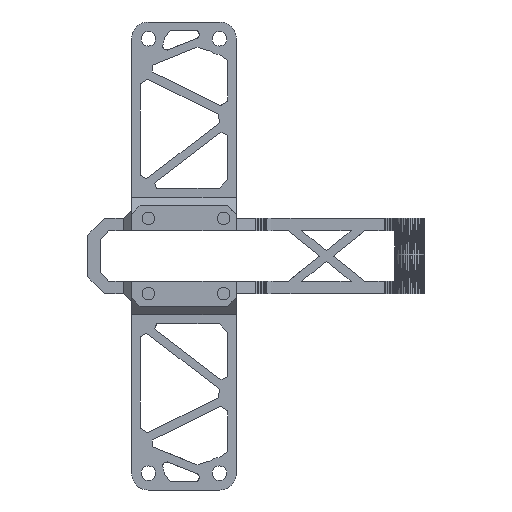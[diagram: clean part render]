
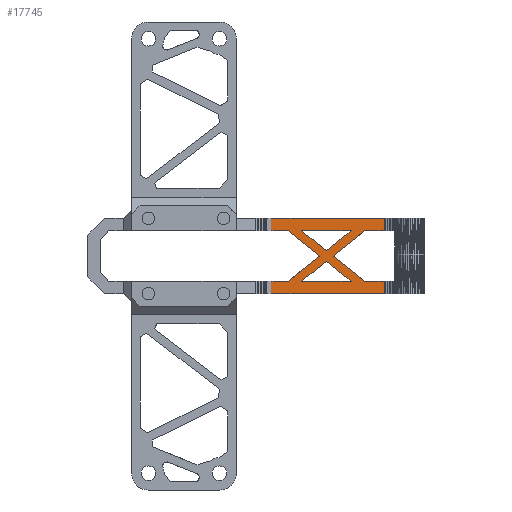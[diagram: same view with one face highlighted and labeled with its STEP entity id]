
A CAD part, front view. The second image highlights one B-rep face of the part: STEP entity #17745.
In plain terms, the highlighted free-form (B-spline) face has degree [3, 3] with [4, 4] control points.
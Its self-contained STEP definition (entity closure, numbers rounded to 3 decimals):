
#47=FACE_BOUND('',#1960,.T.);
#48=FACE_BOUND('',#1961,.T.);
#805=FACE_OUTER_BOUND('',#1959,.T.);
#1959=EDGE_LOOP('',(#14281,#14282,#14283,#14284,#14285,#14286,#14287,#14288,
#14289,#14290,#14291,#14292,#14293,#14294));
#1960=EDGE_LOOP('',(#14295,#14296,#14297));
#1961=EDGE_LOOP('',(#14298,#14299,#14300));
#2372=B_SPLINE_CURVE_WITH_KNOTS('',1,(#18258,#18259),.UNSPECIFIED.,.F.,
 .F.,(2,2),(0.,1.),.UNSPECIFIED.);
#3629=B_SPLINE_CURVE_WITH_KNOTS('',1,(#27097,#27098),.UNSPECIFIED.,.F.,
 .F.,(2,2),(0.,1.),.UNSPECIFIED.);
#3985=B_SPLINE_CURVE_WITH_KNOTS('',1,(#30807,#30808),.UNSPECIFIED.,.F.,
 .F.,(2,2),(0.,1.),.UNSPECIFIED.);
#4147=B_SPLINE_CURVE_WITH_KNOTS('',1,(#32117,#32118),.UNSPECIFIED.,.F.,
 .F.,(2,2),(0.,1.),.UNSPECIFIED.);
#4658=B_SPLINE_CURVE_WITH_KNOTS('',1,(#36287,#36288),.UNSPECIFIED.,.F.,
 .F.,(2,2),(0.,1.),.UNSPECIFIED.);
#4659=B_SPLINE_CURVE_WITH_KNOTS('',1,(#36306,#36307),.UNSPECIFIED.,.F.,
 .F.,(2,2),(0.,1.),.UNSPECIFIED.);
#4660=B_SPLINE_CURVE_WITH_KNOTS('',1,(#36309,#36310),.UNSPECIFIED.,.F.,
 .F.,(2,2),(0.,1.),.UNSPECIFIED.);
#4661=B_SPLINE_CURVE_WITH_KNOTS('',1,(#36311,#36312),.UNSPECIFIED.,.F.,
 .F.,(2,2),(0.,1.),.UNSPECIFIED.);
#4662=B_SPLINE_CURVE_WITH_KNOTS('',1,(#36313,#36314),.UNSPECIFIED.,.F.,
 .F.,(2,2),(0.,1.),.UNSPECIFIED.);
#4663=B_SPLINE_CURVE_WITH_KNOTS('',1,(#36316,#36317),.UNSPECIFIED.,.F.,
 .F.,(2,2),(0.,1.),.UNSPECIFIED.);
#4664=B_SPLINE_CURVE_WITH_KNOTS('',1,(#36319,#36320),.UNSPECIFIED.,.F.,
 .F.,(2,2),(0.,1.),.UNSPECIFIED.);
#4665=B_SPLINE_CURVE_WITH_KNOTS('',1,(#36322,#36323),.UNSPECIFIED.,.F.,
 .F.,(2,2),(0.,1.),.UNSPECIFIED.);
#4666=B_SPLINE_CURVE_WITH_KNOTS('',1,(#36325,#36326),.UNSPECIFIED.,.F.,
 .F.,(2,2),(0.,1.),.UNSPECIFIED.);
#4667=B_SPLINE_CURVE_WITH_KNOTS('',1,(#36327,#36328),.UNSPECIFIED.,.F.,
 .F.,(2,2),(0.,1.),.UNSPECIFIED.);
#4668=B_SPLINE_CURVE_WITH_KNOTS('',1,(#36331,#36332),.UNSPECIFIED.,.F.,
 .F.,(2,2),(0.,1.),.UNSPECIFIED.);
#4669=B_SPLINE_CURVE_WITH_KNOTS('',1,(#36334,#36335),.UNSPECIFIED.,.F.,
 .F.,(2,2),(0.,1.),.UNSPECIFIED.);
#4670=B_SPLINE_CURVE_WITH_KNOTS('',1,(#36336,#36337),.UNSPECIFIED.,.F.,
 .F.,(2,2),(0.,1.),.UNSPECIFIED.);
#4671=B_SPLINE_CURVE_WITH_KNOTS('',1,(#36340,#36341),.UNSPECIFIED.,.F.,
 .F.,(2,2),(0.,1.),.UNSPECIFIED.);
#4672=B_SPLINE_CURVE_WITH_KNOTS('',1,(#36343,#36344),.UNSPECIFIED.,.F.,
 .F.,(2,2),(0.,1.),.UNSPECIFIED.);
#4673=B_SPLINE_CURVE_WITH_KNOTS('',1,(#36345,#36346),.UNSPECIFIED.,.F.,
 .F.,(2,2),(0.,1.),.UNSPECIFIED.);
#5302=VERTEX_POINT('',#18254);
#5303=VERTEX_POINT('',#18257);
#6176=VERTEX_POINT('',#26960);
#6220=VERTEX_POINT('',#27094);
#6401=VERTEX_POINT('',#30803);
#6402=VERTEX_POINT('',#30806);
#6507=VERTEX_POINT('',#32113);
#6508=VERTEX_POINT('',#32116);
#6841=VERTEX_POINT('',#36305);
#6842=VERTEX_POINT('',#36308);
#6843=VERTEX_POINT('',#36315);
#6844=VERTEX_POINT('',#36318);
#6845=VERTEX_POINT('',#36321);
#6846=VERTEX_POINT('',#36324);
#6847=VERTEX_POINT('',#36329);
#6848=VERTEX_POINT('',#36330);
#6849=VERTEX_POINT('',#36333);
#6850=VERTEX_POINT('',#36338);
#6851=VERTEX_POINT('',#36339);
#6852=VERTEX_POINT('',#36342);
#7113=EDGE_CURVE('',#5302,#5303,#2372,.T.);
#8370=EDGE_CURVE('',#6176,#6220,#3629,.T.);
#8726=EDGE_CURVE('',#6402,#6401,#3985,.T.);
#8888=EDGE_CURVE('',#6507,#6508,#4147,.T.);
#9399=EDGE_CURVE('',#6401,#6508,#4658,.T.);
#9400=EDGE_CURVE('',#6402,#6841,#4659,.T.);
#9401=EDGE_CURVE('',#6842,#6507,#4660,.T.);
#9402=EDGE_CURVE('',#5303,#6842,#4661,.T.);
#9403=EDGE_CURVE('',#5302,#6176,#4662,.T.);
#9404=EDGE_CURVE('',#6843,#6220,#4663,.T.);
#9405=EDGE_CURVE('',#6844,#6843,#4664,.T.);
#9406=EDGE_CURVE('',#6845,#6844,#4665,.T.);
#9407=EDGE_CURVE('',#6846,#6845,#4666,.T.);
#9408=EDGE_CURVE('',#6841,#6846,#4667,.T.);
#9409=EDGE_CURVE('',#6847,#6848,#4668,.T.);
#9410=EDGE_CURVE('',#6849,#6847,#4669,.T.);
#9411=EDGE_CURVE('',#6848,#6849,#4670,.T.);
#9412=EDGE_CURVE('',#6850,#6851,#4671,.T.);
#9413=EDGE_CURVE('',#6852,#6850,#4672,.T.);
#9414=EDGE_CURVE('',#6851,#6852,#4673,.T.);
#14281=ORIENTED_EDGE('',*,*,#9400,.F.);
#14282=ORIENTED_EDGE('',*,*,#8726,.T.);
#14283=ORIENTED_EDGE('',*,*,#9399,.T.);
#14284=ORIENTED_EDGE('',*,*,#8888,.F.);
#14285=ORIENTED_EDGE('',*,*,#9401,.F.);
#14286=ORIENTED_EDGE('',*,*,#9402,.F.);
#14287=ORIENTED_EDGE('',*,*,#7113,.F.);
#14288=ORIENTED_EDGE('',*,*,#9403,.T.);
#14289=ORIENTED_EDGE('',*,*,#8370,.T.);
#14290=ORIENTED_EDGE('',*,*,#9404,.F.);
#14291=ORIENTED_EDGE('',*,*,#9405,.F.);
#14292=ORIENTED_EDGE('',*,*,#9406,.F.);
#14293=ORIENTED_EDGE('',*,*,#9407,.F.);
#14294=ORIENTED_EDGE('',*,*,#9408,.F.);
#14295=ORIENTED_EDGE('',*,*,#9409,.F.);
#14296=ORIENTED_EDGE('',*,*,#9410,.F.);
#14297=ORIENTED_EDGE('',*,*,#9411,.F.);
#14298=ORIENTED_EDGE('',*,*,#9412,.F.);
#14299=ORIENTED_EDGE('',*,*,#9413,.F.);
#14300=ORIENTED_EDGE('',*,*,#9414,.F.);
#16623=B_SPLINE_SURFACE_WITH_KNOTS('',3,3,((#36289,#36290,#36291,#36292),
(#36293,#36294,#36295,#36296),(#36297,#36298,#36299,#36300),(#36301,#36302,
#36303,#36304)),.UNSPECIFIED.,.F.,.F.,.F.,(4,4),(4,4),(0.,1.),(0.,1.),
 .UNSPECIFIED.);
#17745=ADVANCED_FACE('',(#805,#47,#48),#16623,.T.);
#18254=CARTESIAN_POINT('',(-65.623,-8.255,-7.62));
#18257=CARTESIAN_POINT('',(-60.325,-8.255,-7.62));
#18258=CARTESIAN_POINT('Ctrl Pts',(-65.623,-8.255,-7.62));
#18259=CARTESIAN_POINT('Ctrl Pts',(-60.325,-8.255,-7.62));
#26960=CARTESIAN_POINT('',(-65.623,-8.255,-11.43));
#27094=CARTESIAN_POINT('',(-31.194,-8.255,-11.43));
#27097=CARTESIAN_POINT('Ctrl Pts',(-65.623,-8.255,-11.43));
#27098=CARTESIAN_POINT('Ctrl Pts',(-31.194,-8.255,-11.43));
#30803=CARTESIAN_POINT('',(-65.623,-8.255,11.43));
#30806=CARTESIAN_POINT('',(-31.194,-8.255,11.43));
#30807=CARTESIAN_POINT('Ctrl Pts',(-31.194,-8.255,11.43));
#30808=CARTESIAN_POINT('Ctrl Pts',(-65.623,-8.255,11.43));
#32113=CARTESIAN_POINT('',(-60.325,-8.255,7.62));
#32116=CARTESIAN_POINT('',(-65.623,-8.255,7.62));
#32117=CARTESIAN_POINT('Ctrl Pts',(-60.325,-8.255,7.62));
#32118=CARTESIAN_POINT('Ctrl Pts',(-65.623,-8.255,7.62));
#36287=CARTESIAN_POINT('Ctrl Pts',(-65.623,-8.255,11.43));
#36288=CARTESIAN_POINT('Ctrl Pts',(-65.623,-8.255,7.62));
#36289=CARTESIAN_POINT('Ctrl Pts',(-92.017,-8.255,43.393));
#36290=CARTESIAN_POINT('Ctrl Pts',(-63.088,-8.255,43.393));
#36291=CARTESIAN_POINT('Ctrl Pts',(-34.159,-8.255,43.393));
#36292=CARTESIAN_POINT('Ctrl Pts',(-5.23,-8.255,43.393));
#36293=CARTESIAN_POINT('Ctrl Pts',(-92.017,-8.255,14.464));
#36294=CARTESIAN_POINT('Ctrl Pts',(-63.088,-8.255,14.464));
#36295=CARTESIAN_POINT('Ctrl Pts',(-34.159,-8.255,14.464));
#36296=CARTESIAN_POINT('Ctrl Pts',(-5.23,-8.255,14.464));
#36297=CARTESIAN_POINT('Ctrl Pts',(-92.017,-8.255,-14.464));
#36298=CARTESIAN_POINT('Ctrl Pts',(-63.088,-8.255,-14.464));
#36299=CARTESIAN_POINT('Ctrl Pts',(-34.159,-8.255,-14.464));
#36300=CARTESIAN_POINT('Ctrl Pts',(-5.23,-8.255,-14.464));
#36301=CARTESIAN_POINT('Ctrl Pts',(-92.017,-8.255,-43.393));
#36302=CARTESIAN_POINT('Ctrl Pts',(-63.088,-8.255,-43.393));
#36303=CARTESIAN_POINT('Ctrl Pts',(-34.159,-8.255,-43.393));
#36304=CARTESIAN_POINT('Ctrl Pts',(-5.23,-8.255,-43.393));
#36305=CARTESIAN_POINT('',(-31.194,-8.255,7.62));
#36306=CARTESIAN_POINT('Ctrl Pts',(-31.194,-8.255,11.43));
#36307=CARTESIAN_POINT('Ctrl Pts',(-31.194,-8.255,7.62));
#36308=CARTESIAN_POINT('',(-50.8,-8.255,0.));
#36309=CARTESIAN_POINT('Ctrl Pts',(-50.8,-8.255,0.));
#36310=CARTESIAN_POINT('Ctrl Pts',(-60.325,-8.255,7.62));
#36311=CARTESIAN_POINT('Ctrl Pts',(-60.325,-8.255,-7.62));
#36312=CARTESIAN_POINT('Ctrl Pts',(-50.8,-8.255,0.));
#36313=CARTESIAN_POINT('Ctrl Pts',(-65.623,-8.255,-7.62));
#36314=CARTESIAN_POINT('Ctrl Pts',(-65.623,-8.255,-11.43));
#36315=CARTESIAN_POINT('',(-31.194,-8.255,-7.62));
#36316=CARTESIAN_POINT('Ctrl Pts',(-31.194,-8.255,-7.62));
#36317=CARTESIAN_POINT('Ctrl Pts',(-31.194,-8.255,-11.43));
#36318=CARTESIAN_POINT('',(-37.209,-8.255,-7.62));
#36319=CARTESIAN_POINT('Ctrl Pts',(-37.209,-8.255,-7.62));
#36320=CARTESIAN_POINT('Ctrl Pts',(-31.194,-8.255,-7.62));
#36321=CARTESIAN_POINT('',(-46.734,-8.255,0.));
#36322=CARTESIAN_POINT('Ctrl Pts',(-46.734,-8.255,0.));
#36323=CARTESIAN_POINT('Ctrl Pts',(-37.209,-8.255,-7.62));
#36324=CARTESIAN_POINT('',(-37.209,-8.255,7.62));
#36325=CARTESIAN_POINT('Ctrl Pts',(-37.209,-8.255,7.62));
#36326=CARTESIAN_POINT('Ctrl Pts',(-46.734,-8.255,0.));
#36327=CARTESIAN_POINT('Ctrl Pts',(-31.194,-8.255,7.62));
#36328=CARTESIAN_POINT('Ctrl Pts',(-37.209,-8.255,7.62));
#36329=CARTESIAN_POINT('',(-41.275,-8.255,7.62));
#36330=CARTESIAN_POINT('',(-56.259,-8.255,7.62));
#36331=CARTESIAN_POINT('Ctrl Pts',(-41.275,-8.255,7.62));
#36332=CARTESIAN_POINT('Ctrl Pts',(-56.259,-8.255,7.62));
#36333=CARTESIAN_POINT('',(-48.767,-8.255,1.626));
#36334=CARTESIAN_POINT('Ctrl Pts',(-48.767,-8.255,1.626));
#36335=CARTESIAN_POINT('Ctrl Pts',(-41.275,-8.255,7.62));
#36336=CARTESIAN_POINT('Ctrl Pts',(-56.259,-8.255,7.62));
#36337=CARTESIAN_POINT('Ctrl Pts',(-48.767,-8.255,1.626));
#36338=CARTESIAN_POINT('',(-41.275,-8.255,-7.62));
#36339=CARTESIAN_POINT('',(-48.767,-8.255,-1.626));
#36340=CARTESIAN_POINT('Ctrl Pts',(-41.275,-8.255,-7.62));
#36341=CARTESIAN_POINT('Ctrl Pts',(-48.767,-8.255,-1.626));
#36342=CARTESIAN_POINT('',(-56.259,-8.255,-7.62));
#36343=CARTESIAN_POINT('Ctrl Pts',(-56.259,-8.255,-7.62));
#36344=CARTESIAN_POINT('Ctrl Pts',(-41.275,-8.255,-7.62));
#36345=CARTESIAN_POINT('Ctrl Pts',(-48.767,-8.255,-1.626));
#36346=CARTESIAN_POINT('Ctrl Pts',(-56.259,-8.255,-7.62));
